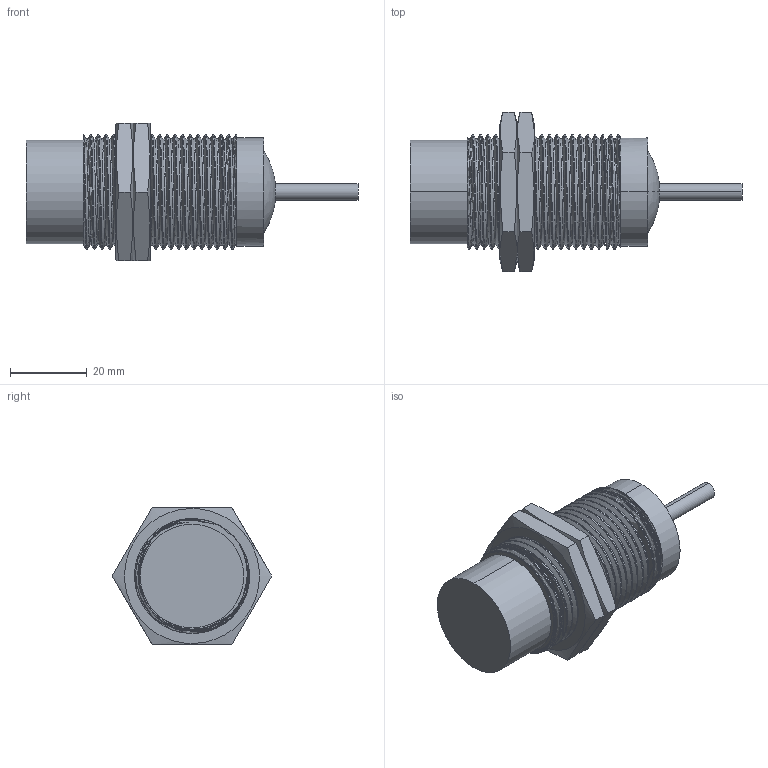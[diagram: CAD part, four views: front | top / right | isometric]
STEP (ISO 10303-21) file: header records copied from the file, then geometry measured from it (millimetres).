
FILE_DESCRIPTION (( 'STEP AP214' ), '1' );
FILE_NAME ('PXINDTYN30-40NO_3D.STEP', '2022-11-15T16:27:39', ( '' ), ( '' ), 'SwSTEP 2.0', 'SolidWorks 2022', '' );
FILE_SCHEMA (( 'AUTOMOTIVE_DESIGN' ));
Length unit declared in the file: inch
Products named in the file (1): PXINDTYN30-40NO_3D
Bounding box: 86.64 x 41.57 x 36 mm (x, y, z)
Volume: 43548.5 mm3; surface area: 12393.6 mm2
Topology: 2 solids, 2 shells, 78 faces, 206 edges, 138 vertices
Faces by surface type: cylinder 49, plane 20, bspline 9
Entity records: 8639 total; most frequent: CARTESIAN_POINT 6027, ORIENTED_EDGE 412, DIRECTION 244, EDGE_CURVE 206, VERTEX_POINT 138, AXIS2_PLACEMENT_3D 92, EDGE_LOOP 86, FACE_OUTER_BOUND 78
